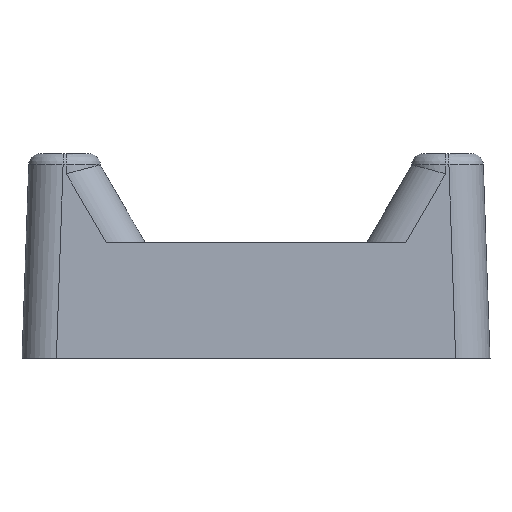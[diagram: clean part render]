
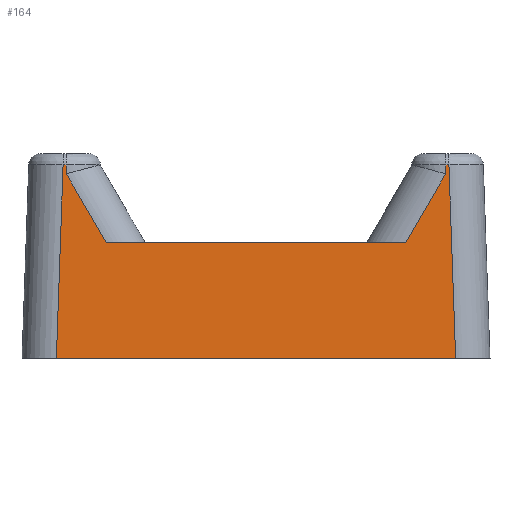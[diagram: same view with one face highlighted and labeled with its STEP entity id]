
A CAD part, front view. The second image highlights one B-rep face of the part: STEP entity #164.
In plain terms, the highlighted planar face has unit normal (0, -0.999, 0.035).
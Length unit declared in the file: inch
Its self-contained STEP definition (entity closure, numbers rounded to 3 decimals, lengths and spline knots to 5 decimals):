
#164=ADVANCED_FACE('',(#252),#225,.T.);
#225=PLANE('',#1222);
#252=FACE_OUTER_BOUND('',#311,.T.);
#311=EDGE_LOOP('',(#591,#592,#593,#594,#595,#596,#597,#598,#599,#600));
#383=LINE('',#1688,#483);
#384=LINE('',#1691,#484);
#385=LINE('',#1693,#485);
#386=LINE('',#1695,#486);
#387=LINE('',#1697,#487);
#388=LINE('',#1699,#488);
#389=LINE('',#1701,#489);
#390=LINE('',#1703,#490);
#391=LINE('',#1705,#491);
#392=LINE('',#1707,#492);
#483=VECTOR('',#1355,1.);
#484=VECTOR('',#1356,1.);
#485=VECTOR('',#1357,1.);
#486=VECTOR('',#1358,1.);
#487=VECTOR('',#1359,1.);
#488=VECTOR('',#1360,1.);
#489=VECTOR('',#1361,1.);
#490=VECTOR('',#1362,1.);
#491=VECTOR('',#1363,1.);
#492=VECTOR('',#1364,1.);
#591=ORIENTED_EDGE('',*,*,#1023,.T.);
#592=ORIENTED_EDGE('',*,*,#1024,.T.);
#593=ORIENTED_EDGE('',*,*,#1025,.T.);
#594=ORIENTED_EDGE('',*,*,#1026,.T.);
#595=ORIENTED_EDGE('',*,*,#1027,.F.);
#596=ORIENTED_EDGE('',*,*,#1028,.T.);
#597=ORIENTED_EDGE('',*,*,#1029,.T.);
#598=ORIENTED_EDGE('',*,*,#1030,.T.);
#599=ORIENTED_EDGE('',*,*,#1031,.T.);
#600=ORIENTED_EDGE('',*,*,#1032,.T.);
#919=VERTEX_POINT('',#1689);
#920=VERTEX_POINT('',#1690);
#921=VERTEX_POINT('',#1692);
#922=VERTEX_POINT('',#1694);
#923=VERTEX_POINT('',#1696);
#924=VERTEX_POINT('',#1698);
#925=VERTEX_POINT('',#1700);
#926=VERTEX_POINT('',#1702);
#927=VERTEX_POINT('',#1704);
#928=VERTEX_POINT('',#1706);
#1023=EDGE_CURVE('',#919,#920,#383,.T.);
#1024=EDGE_CURVE('',#920,#921,#384,.T.);
#1025=EDGE_CURVE('',#921,#922,#385,.T.);
#1026=EDGE_CURVE('',#922,#923,#386,.T.);
#1027=EDGE_CURVE('',#924,#923,#387,.T.);
#1028=EDGE_CURVE('',#924,#925,#388,.T.);
#1029=EDGE_CURVE('',#925,#926,#389,.T.);
#1030=EDGE_CURVE('',#926,#927,#390,.T.);
#1031=EDGE_CURVE('',#927,#928,#391,.T.);
#1032=EDGE_CURVE('',#928,#919,#392,.T.);
#1222=AXIS2_PLACEMENT_3D('',#1708,#1365,#1366);
#1355=DIRECTION('',(-0.035,0.035,0.999));
#1356=DIRECTION('',(-1.,0.,0.));
#1357=DIRECTION('',(-0.035,-0.035,-0.999));
#1358=DIRECTION('',(-0.5,-0.03,-0.866));
#1359=DIRECTION('',(1.,0.,0.));
#1360=DIRECTION('',(-0.5,0.03,0.866));
#1361=DIRECTION('',(-0.035,0.035,0.999));
#1362=DIRECTION('',(-1.,0.,0.));
#1363=DIRECTION('',(-0.035,-0.035,-0.999));
#1364=DIRECTION('',(1.,0.,0.));
#1365=DIRECTION('',(0.,-0.999,0.035));
#1366=DIRECTION('',(0.,-0.035,-0.999));
#1688=CARTESIAN_POINT('',(0.5927,0.00033,0.00951));
#1689=CARTESIAN_POINT('',(0.59303,0.,0.));
#1690=CARTESIAN_POINT('',(0.58379,0.00924,0.26456));
#1691=CARTESIAN_POINT('',(0.32,0.00924,0.26456));
#1692=CARTESIAN_POINT('',(0.57969,0.00924,0.26456));
#1693=CARTESIAN_POINT('',(0.57617,0.00572,0.16366));
#1694=CARTESIAN_POINT('',(0.57926,0.00881,0.25229));
#1695=CARTESIAN_POINT('',(0.40523,-0.00172,-0.04915));
#1696=CARTESIAN_POINT('',(0.52482,0.00552,0.158));
#1697=CARTESIAN_POINT('',(0.32,0.00552,0.158));
#1698=CARTESIAN_POINT('',(0.11518,0.00552,0.158));
#1699=CARTESIAN_POINT('',(0.23477,-0.00172,-0.04915));
#1700=CARTESIAN_POINT('',(0.06074,0.00881,0.25229));
#1701=CARTESIAN_POINT('',(0.06985,-0.0003,-0.00872));
#1702=CARTESIAN_POINT('',(0.06031,0.00924,0.26456));
#1703=CARTESIAN_POINT('',(0.32,0.00924,0.26456));
#1704=CARTESIAN_POINT('',(0.05621,0.00924,0.26456));
#1705=CARTESIAN_POINT('',(0.0473,0.00033,0.00951));
#1706=CARTESIAN_POINT('',(0.04697,0.,0.));
#1707=CARTESIAN_POINT('',(0.32,0.,0.));
#1708=CARTESIAN_POINT('',(0.32,0.,0.));
